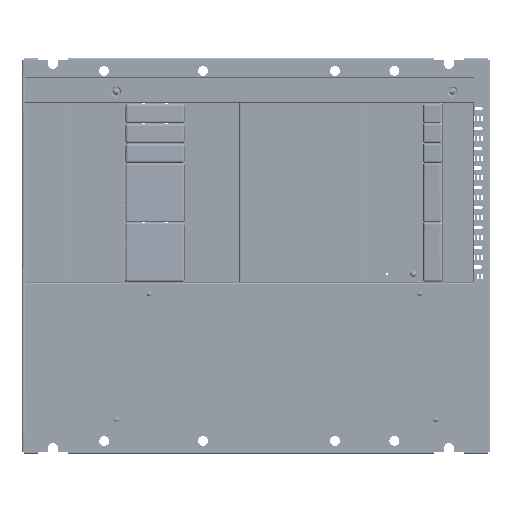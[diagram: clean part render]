
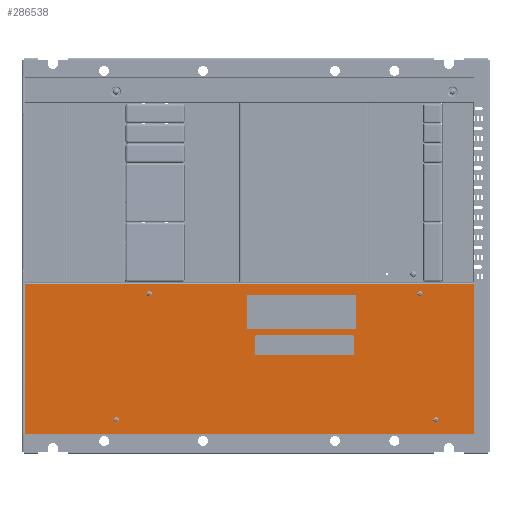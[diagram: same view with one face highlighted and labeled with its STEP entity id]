
A CAD part, top view. The second image highlights one B-rep face of the part: STEP entity #286538.
In plain terms, the highlighted planar face has unit normal (0, 0, 1).
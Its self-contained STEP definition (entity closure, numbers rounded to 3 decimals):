
#284931=DIRECTION('',(0.,-1.,0.));
#284932=VECTOR('',#284931,11.34);
#284933=CARTESIAN_POINT('',(0.23,12.877,7.702));
#284934=LINE('',#284933,#284932);
#285005=DIRECTION('',(0.,1.,0.));
#285006=VECTOR('',#285005,11.34);
#285007=CARTESIAN_POINT('',(34.23,1.537,7.702));
#285008=LINE('',#285007,#285006);
#285064=DIRECTION('',(1.,0.,0.));
#285065=VECTOR('',#285064,34.);
#285066=CARTESIAN_POINT('',(0.23,1.537,7.702));
#285067=LINE('',#285066,#285065);
#285130=DIRECTION('',(1.,0.,0.));
#285131=VECTOR('',#285130,34.);
#285132=CARTESIAN_POINT('',(0.23,12.877,7.702));
#285133=LINE('',#285132,#285131);
#285743=CARTESIAN_POINT('',(34.23,1.537,7.702));
#285745=VERTEX_POINT('',#285743);
#285757=CARTESIAN_POINT('',(0.23,1.537,7.702));
#285758=VERTEX_POINT('',#285757);
#285771=CARTESIAN_POINT('',(0.23,12.877,7.702));
#285772=CARTESIAN_POINT('',(34.23,12.877,7.702));
#285773=VERTEX_POINT('',#285771);
#285774=VERTEX_POINT('',#285772);
#286524=CARTESIAN_POINT('',(34.29,12.937,7.702));
#286525=DIRECTION('',(0.,0.,1.));
#286526=DIRECTION('',(-1.,0.,0.));
#286527=AXIS2_PLACEMENT_3D('',#286524,#286525,#286526);
#286528=PLANE('',#286527);
#286530=ORIENTED_EDGE('',*,*,#286529,.F.);
#286532=ORIENTED_EDGE('',*,*,#286531,.F.);
#286533=ORIENTED_EDGE('',*,*,#286447,.F.);
#286535=ORIENTED_EDGE('',*,*,#286534,.T.);
#286536=EDGE_LOOP('',(#286530,#286532,#286533,#286535));
#286537=FACE_OUTER_BOUND('',#286536,.F.);
#286538=ADVANCED_FACE('',(#286537),#286528,.T.);
#286447=EDGE_CURVE('',#285773,#285758,#284934,.T.);
#286529=EDGE_CURVE('',#285745,#285774,#285008,.T.);
#286531=EDGE_CURVE('',#285758,#285745,#285067,.T.);
#286534=EDGE_CURVE('',#285773,#285774,#285133,.T.);
